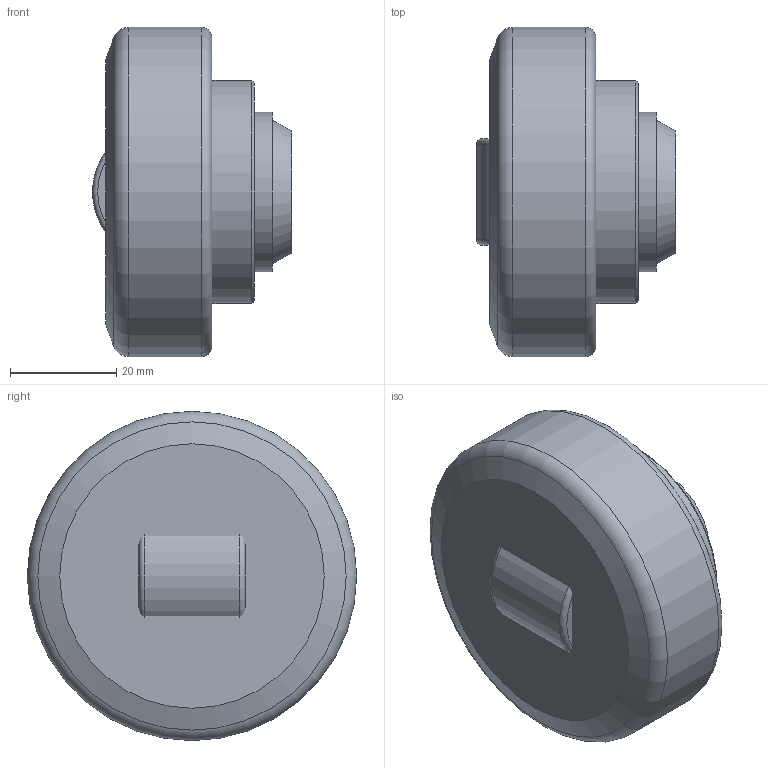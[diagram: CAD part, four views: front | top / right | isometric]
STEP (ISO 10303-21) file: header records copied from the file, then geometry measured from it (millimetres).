
FILE_DESCRIPTION(/* description */ (''),/* implementation_level */ '2;1');
FILE_NAME(/* name */ '4-054.step',/* time_stamp */ '2018-12-03T14:05:57+00:00',/* author */ (''),/* organization */ (''),/* preprocessor_version */ 'ST-DEVELOPER v17.2',/* originating_system */ 'Autodesk Translation Framework v7.6.0.251',/* authorisation */ '');
FILE_SCHEMA (('AUTOMOTIVE_DESIGN { 1 0 10303 214 3 1 1 }'));
Length unit declared in the file: millimetre
Products named in the file (3): 4-054_EXPORT-2D; Radial; Axial
Assembly tree (2 placements, depth 2):
  4-054_EXPORT-2D
    Radial
    Axial
Bounding box: 37.5 x 62 x 62 mm (x, y, z)
Volume: 84655.2 mm3; surface area: 13421.6 mm2
Topology: 2 solids, 2 shells, 18 faces, 46 edges, 35 vertices
Faces by surface type: plane 7, torus 4, cylinder 4, cone 3
Full cylindrical faces by diameter (mm): 26 x1, 30 x1, 42 x1, 62 x1
Entity records: 678 total; most frequent: DIRECTION 131, CARTESIAN_POINT 104, ORIENTED_EDGE 92, AXIS2_PLACEMENT_3D 62, EDGE_CURVE 46, CIRCLE 39, VERTEX_POINT 35, EDGE_LOOP 21
